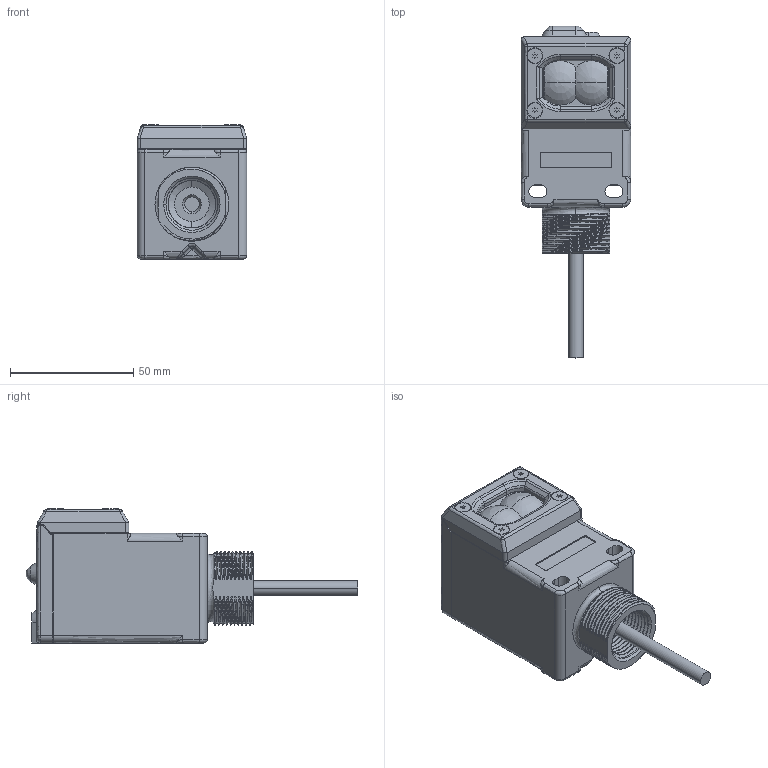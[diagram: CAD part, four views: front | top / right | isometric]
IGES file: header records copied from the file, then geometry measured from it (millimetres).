
Start section:  PTC IGES file: 156696.igs
Global section: file name: 156696.igs; native system: Pro/ENGINEER by Parametric Technology Corporation; preprocessor: 2009141; author: banengservice; organization: Unknown; date: 20120124.111308; units: inch
Bounding box: 44.53 x 134.61 x 54.35 mm (x, y, z)
Volume: 70964.2 mm3; surface area: 45549.3 mm2
Topology: 2 solids, 2 shells, 994 faces, 2553 edges, 1574 vertices
Faces by surface type: bspline 511, revolution 483
